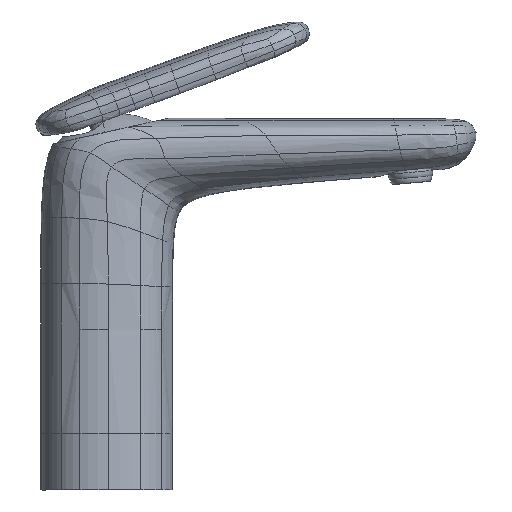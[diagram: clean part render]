
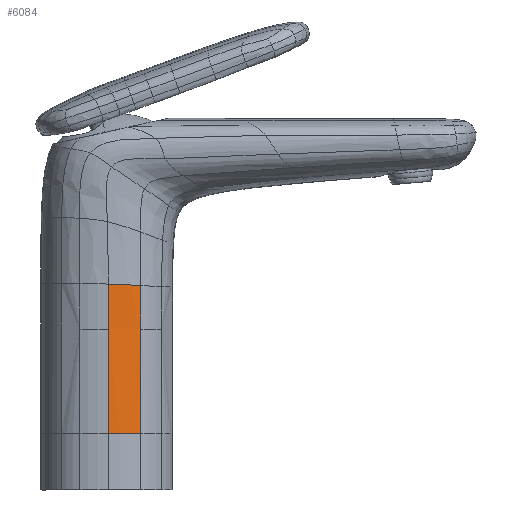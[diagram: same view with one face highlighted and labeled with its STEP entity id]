
A CAD part, left-side view. The second image highlights one B-rep face of the part: STEP entity #6084.
In plain terms, the highlighted free-form (B-spline) face has degree [3, 1] with [5, 2] control points.
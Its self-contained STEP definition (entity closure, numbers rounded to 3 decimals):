
#263=LINE('',#7605,#417);
#264=LINE('',#7637,#418);
#288=LINE('',#8182,#442);
#289=LINE('',#8198,#443);
#417=VECTOR('',#6761,17.015);
#418=VECTOR('',#6762,16.464);
#442=VECTOR('',#6788,39.347);
#443=VECTOR('',#6789,39.347);
#600=FACE_OUTER_BOUND('',#1050,.T.);
#1050=EDGE_LOOP('',(#3868,#3869,#3870,#3871,#3872,#3873));
#1516=B_SPLINE_CURVE_WITH_KNOTS('',3,(#7808,#7809,#7810,#7811,#7812),
 .UNSPECIFIED.,.F.,.F.,(4,1,4),(0.,0.5,1.),.UNSPECIFIED.);
#1541=B_SPLINE_CURVE_WITH_KNOTS('',3,(#8193,#8194,#8195,#8196,#8197),
 .UNSPECIFIED.,.F.,.F.,(4,1,4),(0.,0.5,1.),.UNSPECIFIED.);
#2220=VERTEX_POINT('',#7592);
#2222=VERTEX_POINT('',#7600);
#2223=VERTEX_POINT('',#7616);
#2225=VERTEX_POINT('',#7636);
#2238=VERTEX_POINT('',#7779);
#2240=VERTEX_POINT('',#7807);
#2780=EDGE_CURVE('',#2220,#2222,#263,.T.);
#2782=EDGE_CURVE('',#2225,#2223,#264,.T.);
#2802=EDGE_CURVE('',#2240,#2238,#1516,.T.);
#2844=EDGE_CURVE('',#2225,#2238,#288,.T.);
#2845=EDGE_CURVE('',#2220,#2223,#1541,.T.);
#2846=EDGE_CURVE('',#2222,#2240,#289,.T.);
#3868=ORIENTED_EDGE('',*,*,#2844,.F.);
#3869=ORIENTED_EDGE('',*,*,#2782,.T.);
#3870=ORIENTED_EDGE('',*,*,#2845,.F.);
#3871=ORIENTED_EDGE('',*,*,#2780,.T.);
#3872=ORIENTED_EDGE('',*,*,#2846,.T.);
#3873=ORIENTED_EDGE('',*,*,#2802,.T.);
#5736=B_SPLINE_SURFACE_WITH_KNOTS('',3,1,((#8183,#8184),(#8185,#8186),(#8187,
#8188),(#8189,#8190),(#8191,#8192)),.UNSPECIFIED.,.F.,.F.,.F.,(4,1,4),(2,
2),(0.,0.01,1.),(0.,8.278),.UNSPECIFIED.);
#6084=ADVANCED_FACE('',(#600),#5736,.T.);
#6761=DIRECTION('',(0.,0.,-1.));
#6762=DIRECTION('',(0.,0.,1.));
#6788=DIRECTION('',(0.,0.,-1.));
#6789=DIRECTION('',(0.,0.,-1.));
#7592=CARTESIAN_POINT('',(885.75,1441.821,79.536));
#7600=CARTESIAN_POINT('',(885.75,1441.821,62.521));
#7605=CARTESIAN_POINT('',(885.75,1441.821,79.536));
#7616=CARTESIAN_POINT('',(889.042,1429.638,78.985));
#7636=CARTESIAN_POINT('',(889.042,1429.638,62.521));
#7637=CARTESIAN_POINT('',(889.042,1429.638,62.521));
#7779=CARTESIAN_POINT('',(889.042,1429.638,23.175));
#7807=CARTESIAN_POINT('',(885.75,1441.821,23.175));
#7808=CARTESIAN_POINT('Ctrl Pts',(885.75,1441.821,23.175));
#7809=CARTESIAN_POINT('Ctrl Pts',(885.91,1439.756,23.175));
#7810=CARTESIAN_POINT('Ctrl Pts',(886.658,1435.442,23.175));
#7811=CARTESIAN_POINT('Ctrl Pts',(888.131,1431.416,23.175));
#7812=CARTESIAN_POINT('Ctrl Pts',(889.042,1429.638,23.175));
#8182=CARTESIAN_POINT('',(889.042,1429.638,62.521));
#8183=CARTESIAN_POINT('Ctrl Pts',(889.1,1429.525,80.1));
#8184=CARTESIAN_POINT('Ctrl Pts',(889.1,1429.525,-2.684));
#8185=CARTESIAN_POINT('Ctrl Pts',(889.081,1429.562,80.1));
#8186=CARTESIAN_POINT('Ctrl Pts',(889.081,1429.562,-2.684));
#8187=CARTESIAN_POINT('Ctrl Pts',(887.213,1433.183,80.1));
#8188=CARTESIAN_POINT('Ctrl Pts',(887.213,1433.183,-2.684));
#8189=CARTESIAN_POINT('Ctrl Pts',(886.046,1437.784,80.1));
#8190=CARTESIAN_POINT('Ctrl Pts',(886.046,1437.784,-2.684));
#8191=CARTESIAN_POINT('Ctrl Pts',(885.74,1441.947,80.1));
#8192=CARTESIAN_POINT('Ctrl Pts',(885.74,1441.947,-2.684));
#8193=CARTESIAN_POINT('Ctrl Pts',(885.75,1441.821,79.536));
#8194=CARTESIAN_POINT('Ctrl Pts',(885.91,1439.755,79.478));
#8195=CARTESIAN_POINT('Ctrl Pts',(886.659,1435.441,79.302));
#8196=CARTESIAN_POINT('Ctrl Pts',(888.131,1431.415,79.085));
#8197=CARTESIAN_POINT('Ctrl Pts',(889.042,1429.638,78.985));
#8198=CARTESIAN_POINT('',(885.75,1441.821,62.521));
